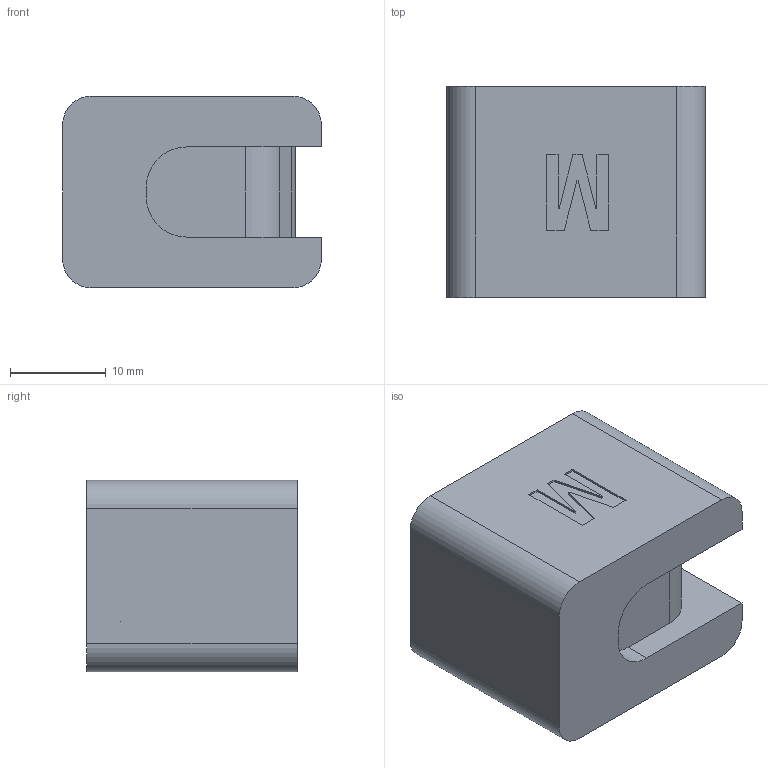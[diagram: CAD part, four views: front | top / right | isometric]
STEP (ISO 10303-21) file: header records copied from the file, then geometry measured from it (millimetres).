
FILE_DESCRIPTION (( 'STEP AP214' ), '1' );
FILE_NAME ('mos肣奪類撿.STEP', '2023-02-07T06:32:02', ( '' ), ( '' ), 'SwSTEP 2.0', 'SolidWorks 2022', '' );
FILE_SCHEMA (( 'AUTOMOTIVE_DESIGN' ));
Length unit declared in the file: millimetre
Products named in the file (1): mos肣奪類撿
Bounding box: 27 x 22 x 20 mm (x, y, z)
Volume: 10682.9 mm3; surface area: 3166.7 mm2
Topology: 1 solids, 1 shells, 38 faces, 105 edges, 70 vertices
Faces by surface type: plane 30, cylinder 8
Entity records: 1239 total; most frequent: CARTESIAN_POINT 214, ORIENTED_EDGE 210, DIRECTION 199, EDGE_CURVE 105, VECTOR 89, LINE 89, VERTEX_POINT 70, AXIS2_PLACEMENT_3D 55
